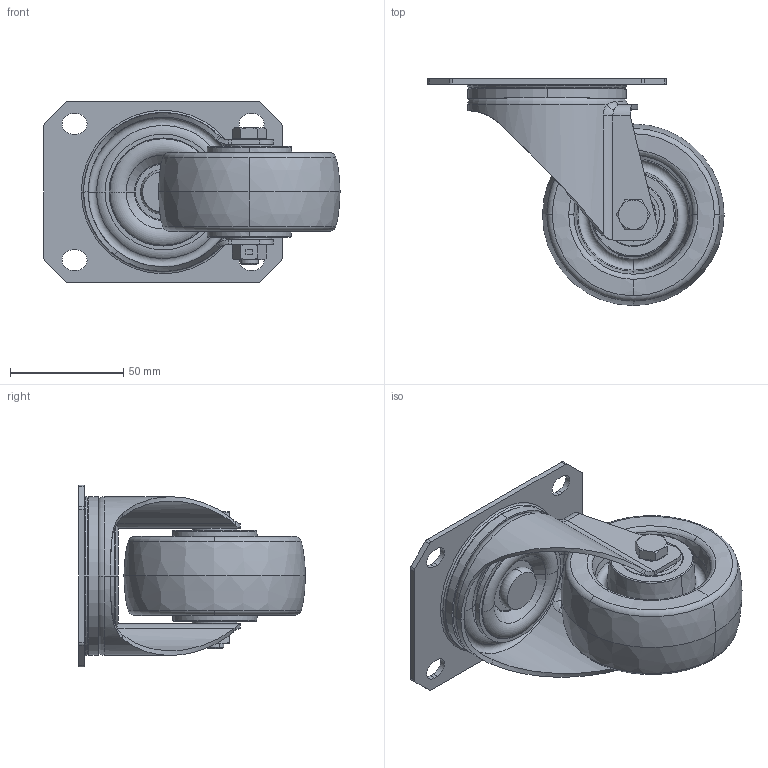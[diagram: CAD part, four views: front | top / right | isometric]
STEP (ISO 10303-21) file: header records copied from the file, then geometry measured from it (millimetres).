
FILE_DESCRIPTION (( 'STEP AP214' ), '1' );
FILE_NAME ('0055926.step', '2023-06-06T08:34:53', ( '' ), ( '' ), 'SwSTEP 2.0', 'SolidWorks 2020', '' );
FILE_SCHEMA (( 'AUTOMOTIVE_DESIGN' ));
Length unit declared in the file: millimetre
Products named in the file (1): 0055926
Bounding box: 130.5 x 100 x 80 mm (x, y, z)
Volume: 200020.6 mm3; surface area: 109057.1 mm2
Topology: 20 solids, 20 shells, 697 faces, 1677 edges, 1038 vertices
Faces by surface type: torus 212, cylinder 139, plane 138, cone 132, bspline 76
Entity records: 32526 total; most frequent: CARTESIAN_POINT 8900, ORIENTED_EDGE 3354, DIRECTION 3293, EDGE_CURVE 1677, AXIS2_PLACEMENT_3D 1476, VERTEX_POINT 1038, CIRCLE 854, EDGE_LOOP 763
